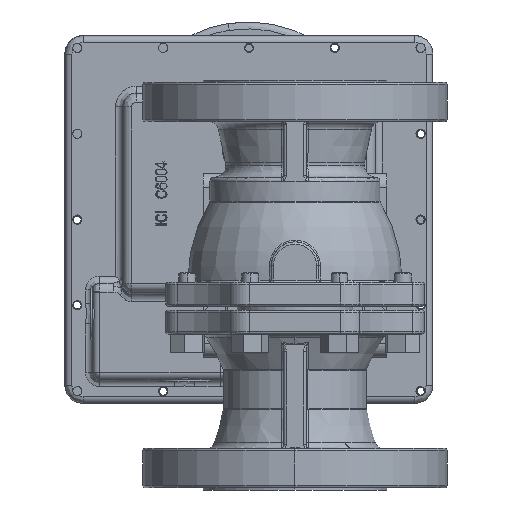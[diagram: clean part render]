
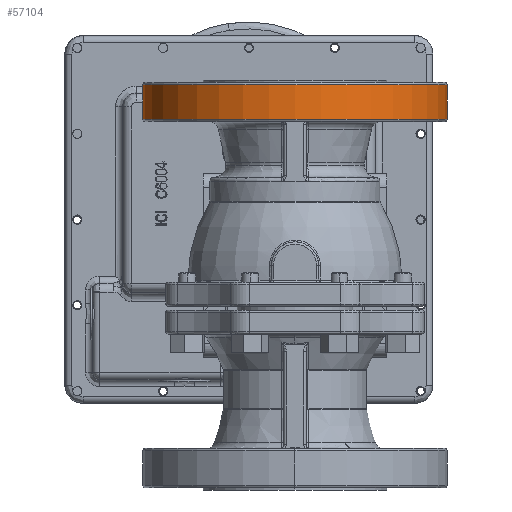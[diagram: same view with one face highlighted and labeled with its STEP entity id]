
A CAD part, front view. The second image highlights one B-rep face of the part: STEP entity #57104.
In plain terms, the highlighted cylindrical face has radius 105.029 mm (diameter 210.058 mm), a partial arc.
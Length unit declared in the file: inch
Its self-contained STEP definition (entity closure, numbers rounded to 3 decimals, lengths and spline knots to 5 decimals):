
#358 = CARTESIAN_POINT ( 'NONE',  ( 0., 0.03988, 3.9725 ) ) ;
#1968 = CIRCLE ( 'NONE', #28324, 4.135 ) ;
#2677 = ORIENTED_EDGE ( 'NONE', *, *, #26980, .F. ) ;
#7106 = DIRECTION ( 'NONE',  ( -1., 0., 0. ) ) ;
#7398 = CIRCLE ( 'NONE', #53092, 4.135 ) ;
#8061 = ORIENTED_EDGE ( 'NONE', *, *, #44127, .T. ) ;
#8461 = DIRECTION ( 'NONE',  ( 0., 0., -1. ) ) ;
#13717 = CARTESIAN_POINT ( 'NONE',  ( -4.135, 0.03988, 3.9725 ) ) ;
#17398 = EDGE_LOOP ( 'NONE', ( #2677, #26931, #75083, #8061 ) ) ;
#20241 = CARTESIAN_POINT ( 'NONE',  ( 4.135, 0.03988, 4.9175 ) ) ;
#24027 = DIRECTION ( 'NONE',  ( 0., 0., -1. ) ) ;
#26931 = ORIENTED_EDGE ( 'NONE', *, *, #75739, .T. ) ;
#26980 = EDGE_CURVE ( 'NONE', #42363, #43376, #62980, .T. ) ;
#27287 = DIRECTION ( 'NONE',  ( -1., 0., 0. ) ) ;
#28324 = AXIS2_PLACEMENT_3D ( 'NONE', #48570, #8461, #55330 ) ;
#29774 = CARTESIAN_POINT ( 'NONE',  ( -4.135, 0.03988, 0. ) ) ;
#37206 = LINE ( 'NONE', #29774, #52917 ) ;
#37480 = CARTESIAN_POINT ( 'NONE',  ( 4.135, 0.03988, 0. ) ) ;
#38594 = CYLINDRICAL_SURFACE ( 'NONE', #70045, 4.135 ) ;
#38870 = VECTOR ( 'NONE', #24027, 39.37008 ) ;
#40792 = DIRECTION ( 'NONE',  ( 0., 0., -1. ) ) ;
#42363 = VERTEX_POINT ( 'NONE', #20241 ) ;
#43376 = VERTEX_POINT ( 'NONE', #78785 ) ;
#44127 = EDGE_CURVE ( 'NONE', #55908, #43376, #7398, .T. ) ;
#47250 = DIRECTION ( 'NONE',  ( 0., 0., 1. ) ) ;
#48570 = CARTESIAN_POINT ( 'NONE',  ( 0., 0.03988, 4.9175 ) ) ;
#52917 = VECTOR ( 'NONE', #63152, 39.37008 ) ;
#53092 = AXIS2_PLACEMENT_3D ( 'NONE', #358, #47250, #7106 ) ;
#55330 = DIRECTION ( 'NONE',  ( 1., 0., 0. ) ) ;
#55908 = VERTEX_POINT ( 'NONE', #13717 ) ;
#57104 = ADVANCED_FACE ( 'NONE', ( #76372 ), #38594, .T. ) ;
#62980 = LINE ( 'NONE', #37480, #38870 ) ;
#63152 = DIRECTION ( 'NONE',  ( 0., 0., -1. ) ) ;
#64405 = VERTEX_POINT ( 'NONE', #67574 ) ;
#67574 = CARTESIAN_POINT ( 'NONE',  ( -4.135, 0.03988, 4.9175 ) ) ;
#70045 = AXIS2_PLACEMENT_3D ( 'NONE', #74207, #40792, #27287 ) ;
#74207 = CARTESIAN_POINT ( 'NONE',  ( 0., 0.03988, 0. ) ) ;
#75083 = ORIENTED_EDGE ( 'NONE', *, *, #80017, .T. ) ;
#75739 = EDGE_CURVE ( 'NONE', #42363, #64405, #1968, .T. ) ;
#76372 = FACE_OUTER_BOUND ( 'NONE', #17398, .T. ) ;
#78785 = CARTESIAN_POINT ( 'NONE',  ( 4.135, 0.03988, 3.9725 ) ) ;
#80017 = EDGE_CURVE ( 'NONE', #64405, #55908, #37206, .T. ) ;
